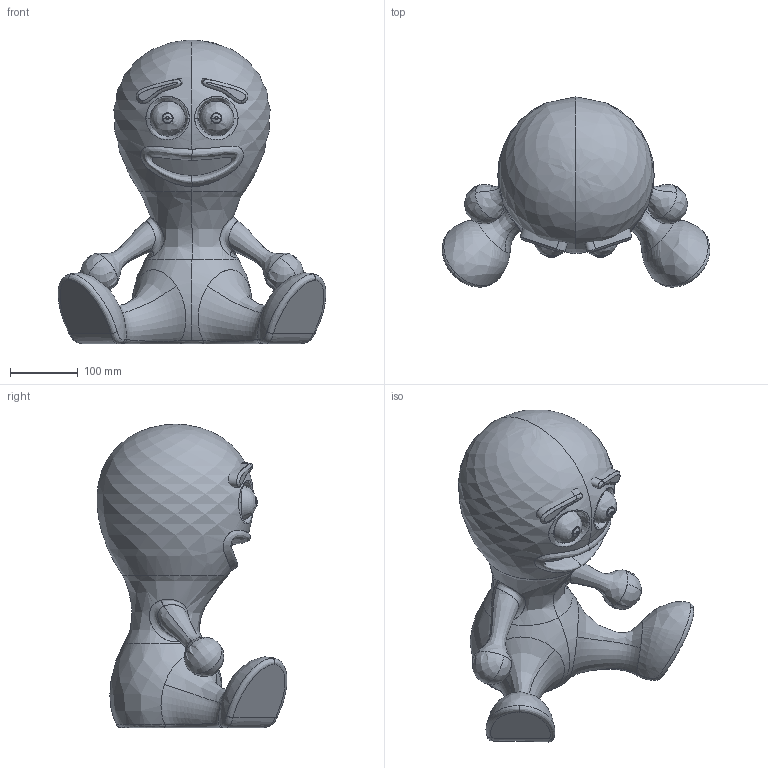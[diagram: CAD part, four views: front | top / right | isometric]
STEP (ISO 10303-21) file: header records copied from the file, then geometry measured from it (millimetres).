
FILE_DESCRIPTION(/* description */ (''),/* implementation_level */ '2;1');
FILE_NAME(/* name */ 'ONO',/* time_stamp */ '2012-05-23T02:57:36+02:00',/* author */ (''),/* organization */ (''),/* preprocessor_version */ 'ST-DEVELOPER v10',/* originating_system */ '',/* authorisation */ '');
FILE_SCHEMA (('AUTOMOTIVE_DESIGN'));
Length unit declared in the file: millimetre
Products named in the file (1): 1
Bounding box: 395.02 x 280.18 x 447.83 mm (x, y, z)
Volume: 7782.5 mm3; surface area: 426005.5 mm2
Topology: 2 solids, 59 shells, 109 faces, 358 edges, 288 vertices
Faces by surface type: bspline 98, plane 11
Entity records: 25275 total; most frequent: CARTESIAN_POINT 22850, ORIENTED_EDGE 447, EDGE_CURVE 344, VERTEX_POINT 288, B_SPLINE_CURVE_WITH_KNOTS 284, EDGE_LOOP 121, ADVANCED_FACE 109, FACE_OUTER_BOUND 109
